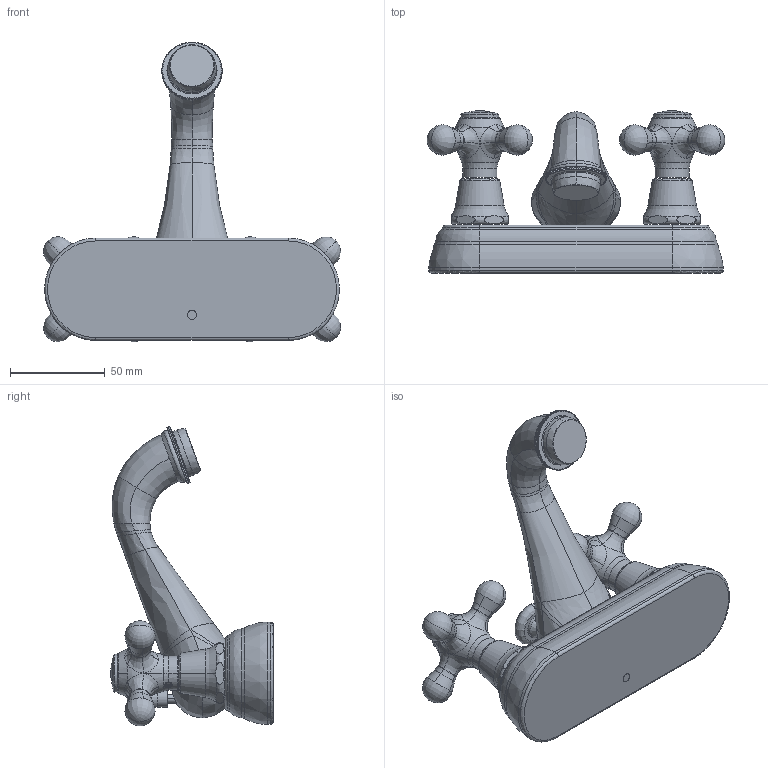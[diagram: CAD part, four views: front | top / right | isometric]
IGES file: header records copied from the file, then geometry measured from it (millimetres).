
Start section:  PTC IGES file: 7001x.igs
Global section: file name: 7001x.igs; native system: Pro/ENGINEER by Parametric Technology Corporation; preprocessor: 2009300; author: project; organization: Unknown; date: 20101110.160845; units: inch
Bounding box: 157.06 x 85.82 x 158.22 mm (x, y, z)
Surface area: 60197.3 mm2 (no closed solid volume)
Topology: 0 solids, 31 shells, 732 faces, 1953 edges, 1222 vertices
Faces by surface type: bspline 472, revolution 260
